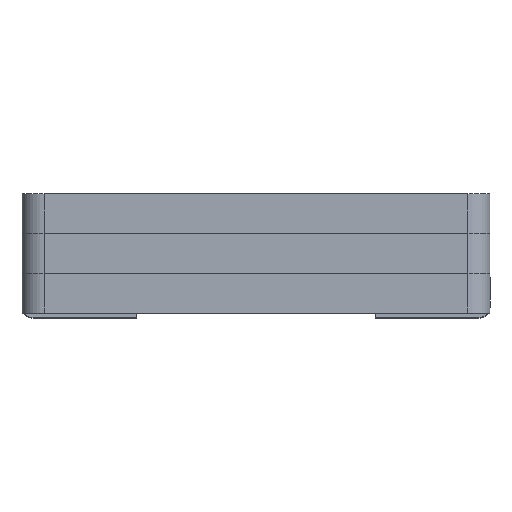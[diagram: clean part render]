
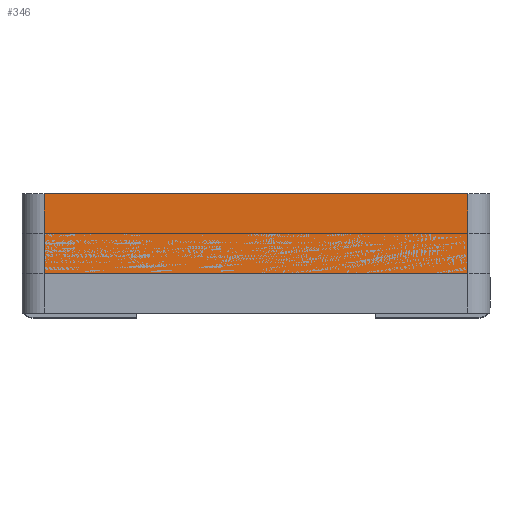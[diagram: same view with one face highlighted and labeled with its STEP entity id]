
A CAD part, left-side view. The second image highlights one B-rep face of the part: STEP entity #346.
In plain terms, the highlighted planar face has unit normal (-1, 0, 0).
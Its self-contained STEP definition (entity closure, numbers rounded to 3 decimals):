
#346 = ADVANCED_FACE( '', ( #827 ), #828, .F. );
#827 = FACE_OUTER_BOUND( '', #1458, .T. );
#828 = PLANE( '', #1459 );
#1458 = EDGE_LOOP( '', ( #2652, #2653, #2654, #2655 ) );
#1459 = AXIS2_PLACEMENT_3D( '', #2656, #2657, #2658 );
#2652 = ORIENTED_EDGE( '', *, *, #4287, .T. );
#2653 = ORIENTED_EDGE( '', *, *, #4342, .F. );
#2654 = ORIENTED_EDGE( '', *, *, #4206, .F. );
#2655 = ORIENTED_EDGE( '', *, *, #4489, .T. );
#2656 = CARTESIAN_POINT( '', ( -5.3, 4.8, 1.8 ) );
#2657 = DIRECTION( '', ( 1., 0., 0. ) );
#2658 = DIRECTION( '', ( 0., 0., -1. ) );
#4206 = EDGE_CURVE( '', #5644, #5631, #5646, .T. );
#4287 = EDGE_CURVE( '', #5805, #5803, #5806, .T. );
#4342 = EDGE_CURVE( '', #5631, #5803, #5887, .T. );
#4489 = EDGE_CURVE( '', #5644, #5805, #6106, .T. );
#5631 = VERTEX_POINT( '', #7290 );
#5644 = VERTEX_POINT( '', #7306 );
#5646 = LINE( '', #7308, #7309 );
#5803 = VERTEX_POINT( '', #7727 );
#5805 = VERTEX_POINT( '', #7729 );
#5806 = LINE( '', #7730, #7731 );
#5887 = LINE( '', #7951, #7952 );
#6106 = LINE( '', #8437, #8438 );
#7290 = CARTESIAN_POINT( '', ( -5.3, -4.8, 1.8 ) );
#7306 = CARTESIAN_POINT( '', ( -5.3, 4.8, 1.8 ) );
#7308 = CARTESIAN_POINT( '', ( -5.3, 4.8, 1.8 ) );
#7309 = VECTOR( '', #9457, 1000. );
#7727 = CARTESIAN_POINT( '', ( -5.3, -4.8, 0. ) );
#7729 = CARTESIAN_POINT( '', ( -5.3, 4.8, 0. ) );
#7730 = CARTESIAN_POINT( '', ( -5.3, 4.8, 0. ) );
#7731 = VECTOR( '', #9488, 1000. );
#7951 = CARTESIAN_POINT( '', ( -5.3, -4.8, 1.8 ) );
#7952 = VECTOR( '', #9516, 1000. );
#8437 = CARTESIAN_POINT( '', ( -5.3, 4.8, 1.8 ) );
#8438 = VECTOR( '', #9594, 1000. );
#9457 = DIRECTION( '', ( 0., -1., 0. ) );
#9488 = DIRECTION( '', ( 0., -1., 0. ) );
#9516 = DIRECTION( '', ( 0., 0., -1. ) );
#9594 = DIRECTION( '', ( 0., 0., -1. ) );
